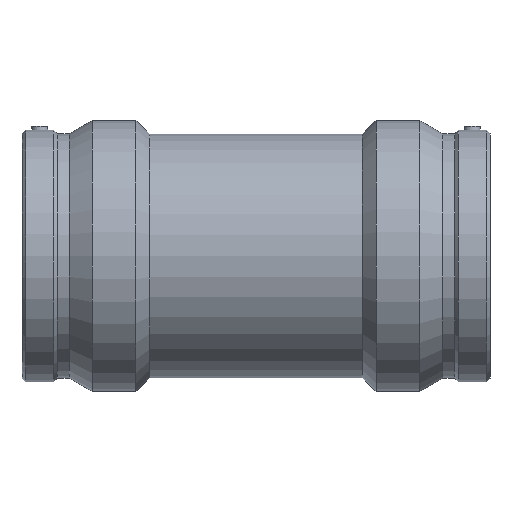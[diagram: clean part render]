
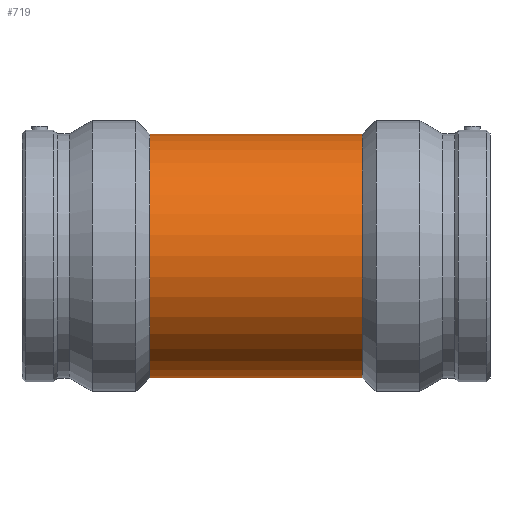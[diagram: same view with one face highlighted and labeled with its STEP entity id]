
A CAD part, top view. The second image highlights one B-rep face of the part: STEP entity #719.
In plain terms, the highlighted cylindrical face has radius 117.45 mm (diameter 234.9 mm), a full revolution.
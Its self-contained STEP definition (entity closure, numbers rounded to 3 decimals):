
#79=FACE_BOUND('',#331,.T.);
#80=FACE_BOUND('',#332,.T.);
#147=CIRCLE('',#807,117.45);
#148=CIRCLE('',#808,117.45);
#199=CYLINDRICAL_SURFACE('',#806,117.45);
#235=FACE_OUTER_BOUND('',#330,.T.);
#330=EDGE_LOOP('',(#616));
#331=EDGE_LOOP('',(#617));
#332=EDGE_LOOP('',(#618));
#416=B_SPLINE_CURVE_WITH_KNOTS('',3,(#1449,#1450,#1451,#1452,#1453,#1454,
#1455,#1456,#1457,#1458,#1459,#1460,#1461,#1462,#1463,#1464,#1465,#1466,
#1467,#1468,#1469,#1470,#1471,#1472,#1473,#1474,#1475,#1476,#1477,#1478,
#1479,#1480,#1481,#1482,#1483,#1484,#1485,#1486,#1487,#1488,#1489,#1490,
#1491,#1492,#1493,#1494,#1495,#1496,#1497,#1498,#1499,#1500,#1501,#1502,
#1503,#1504,#1505,#1506,#1507,#1508,#1509,#1510,#1511,#1512,#1513,#1514),
 .UNSPECIFIED.,.T.,.F.,(4,2,2,2,2,2,2,2,2,2,2,2,2,2,2,2,2,2,2,2,2,2,2,2,
2,2,2,2,2,2,2,2,4),(0.,0.956,1.912,2.867,
3.823,4.778,5.732,6.686,7.641,
8.595,9.55,10.504,11.459,12.415,
13.37,14.326,15.282,16.238,17.193,
18.149,19.105,20.059,21.014,21.968,
22.923,23.877,24.832,25.786,26.741,
27.697,28.652,29.608,30.564),
 .UNSPECIFIED.);
#439=VERTEX_POINT('',#1448);
#448=VERTEX_POINT('',#1541);
#449=VERTEX_POINT('',#1543);
#509=EDGE_CURVE('',#439,#439,#416,.T.);
#518=EDGE_CURVE('',#448,#448,#147,.T.);
#519=EDGE_CURVE('',#449,#449,#148,.T.);
#616=ORIENTED_EDGE('',*,*,#518,.F.);
#617=ORIENTED_EDGE('',*,*,#519,.T.);
#618=ORIENTED_EDGE('',*,*,#509,.T.);
#719=ADVANCED_FACE('',(#235,#79,#80),#199,.T.);
#806=AXIS2_PLACEMENT_3D('',#1540,#977,#978);
#807=AXIS2_PLACEMENT_3D('',#1542,#979,#980);
#808=AXIS2_PLACEMENT_3D('',#1544,#981,#982);
#977=DIRECTION('center_axis',(1.,0.,0.));
#978=DIRECTION('ref_axis',(0.,1.,0.));
#979=DIRECTION('center_axis',(1.,0.,0.));
#980=DIRECTION('ref_axis',(0.,0.,-1.));
#981=DIRECTION('center_axis',(1.,0.,0.));
#982=DIRECTION('ref_axis',(0.,0.,-1.));
#1448=CARTESIAN_POINT('',(0.,50.,-106.276));
#1449=CARTESIAN_POINT('Ctrl Pts',(0.,50.,-106.276));
#1450=CARTESIAN_POINT('Ctrl Pts',(-3.186,50.,-106.276));
#1451=CARTESIAN_POINT('Ctrl Pts',(-6.465,49.691,-106.423));
#1452=CARTESIAN_POINT('Ctrl Pts',(-12.959,48.405,-107.014));
#1453=CARTESIAN_POINT('Ctrl Pts',(-16.174,47.429,-107.457));
#1454=CARTESIAN_POINT('Ctrl Pts',(-22.319,44.866,-108.552));
#1455=CARTESIAN_POINT('Ctrl Pts',(-25.254,43.277,-109.203));
#1456=CARTESIAN_POINT('Ctrl Pts',(-30.673,39.622,-110.582));
#1457=CARTESIAN_POINT('Ctrl Pts',(-33.157,37.554,-111.308));
#1458=CARTESIAN_POINT('Ctrl Pts',(-37.551,33.16,-112.695));
#1459=CARTESIAN_POINT('Ctrl Pts',(-39.618,30.677,-113.407));
#1460=CARTESIAN_POINT('Ctrl Pts',(-43.275,25.257,-114.736));
#1461=CARTESIAN_POINT('Ctrl Pts',(-44.865,22.32,-115.352));
#1462=CARTESIAN_POINT('Ctrl Pts',(-47.43,16.172,-116.373));
#1463=CARTESIAN_POINT('Ctrl Pts',(-48.406,12.954,-116.779));
#1464=CARTESIAN_POINT('Ctrl Pts',(-49.691,6.459,-117.318));
#1465=CARTESIAN_POINT('Ctrl Pts',(-50.,3.182,-117.45));
#1466=CARTESIAN_POINT('Ctrl Pts',(-50.,-3.182,-117.45));
#1467=CARTESIAN_POINT('Ctrl Pts',(-49.691,-6.459,-117.318));
#1468=CARTESIAN_POINT('Ctrl Pts',(-48.406,-12.954,-116.779));
#1469=CARTESIAN_POINT('Ctrl Pts',(-47.43,-16.172,-116.373));
#1470=CARTESIAN_POINT('Ctrl Pts',(-44.865,-22.32,-115.352));
#1471=CARTESIAN_POINT('Ctrl Pts',(-43.275,-25.257,-114.736));
#1472=CARTESIAN_POINT('Ctrl Pts',(-39.618,-30.677,-113.407));
#1473=CARTESIAN_POINT('Ctrl Pts',(-37.551,-33.16,-112.695));
#1474=CARTESIAN_POINT('Ctrl Pts',(-33.157,-37.554,-111.308));
#1475=CARTESIAN_POINT('Ctrl Pts',(-30.673,-39.622,-110.582));
#1476=CARTESIAN_POINT('Ctrl Pts',(-25.254,-43.277,-109.203));
#1477=CARTESIAN_POINT('Ctrl Pts',(-22.319,-44.866,-108.552));
#1478=CARTESIAN_POINT('Ctrl Pts',(-16.174,-47.429,-107.457));
#1479=CARTESIAN_POINT('Ctrl Pts',(-12.959,-48.405,-107.014));
#1480=CARTESIAN_POINT('Ctrl Pts',(-6.465,-49.691,-106.423));
#1481=CARTESIAN_POINT('Ctrl Pts',(-3.186,-50.,-106.276));
#1482=CARTESIAN_POINT('Ctrl Pts',(3.186,-50.,-106.276));
#1483=CARTESIAN_POINT('Ctrl Pts',(6.465,-49.691,-106.423));
#1484=CARTESIAN_POINT('Ctrl Pts',(12.959,-48.405,-107.014));
#1485=CARTESIAN_POINT('Ctrl Pts',(16.174,-47.429,-107.457));
#1486=CARTESIAN_POINT('Ctrl Pts',(22.319,-44.866,-108.552));
#1487=CARTESIAN_POINT('Ctrl Pts',(25.254,-43.277,-109.203));
#1488=CARTESIAN_POINT('Ctrl Pts',(30.673,-39.622,-110.582));
#1489=CARTESIAN_POINT('Ctrl Pts',(33.157,-37.554,-111.308));
#1490=CARTESIAN_POINT('Ctrl Pts',(37.551,-33.16,-112.695));
#1491=CARTESIAN_POINT('Ctrl Pts',(39.618,-30.677,-113.407));
#1492=CARTESIAN_POINT('Ctrl Pts',(43.275,-25.257,-114.736));
#1493=CARTESIAN_POINT('Ctrl Pts',(44.865,-22.32,-115.352));
#1494=CARTESIAN_POINT('Ctrl Pts',(47.43,-16.172,-116.373));
#1495=CARTESIAN_POINT('Ctrl Pts',(48.406,-12.954,-116.779));
#1496=CARTESIAN_POINT('Ctrl Pts',(49.691,-6.459,-117.318));
#1497=CARTESIAN_POINT('Ctrl Pts',(50.,-3.182,-117.45));
#1498=CARTESIAN_POINT('Ctrl Pts',(50.,3.182,-117.45));
#1499=CARTESIAN_POINT('Ctrl Pts',(49.691,6.459,-117.318));
#1500=CARTESIAN_POINT('Ctrl Pts',(48.406,12.954,-116.779));
#1501=CARTESIAN_POINT('Ctrl Pts',(47.43,16.172,-116.373));
#1502=CARTESIAN_POINT('Ctrl Pts',(44.865,22.32,-115.352));
#1503=CARTESIAN_POINT('Ctrl Pts',(43.275,25.257,-114.736));
#1504=CARTESIAN_POINT('Ctrl Pts',(39.618,30.677,-113.407));
#1505=CARTESIAN_POINT('Ctrl Pts',(37.551,33.16,-112.695));
#1506=CARTESIAN_POINT('Ctrl Pts',(33.157,37.554,-111.308));
#1507=CARTESIAN_POINT('Ctrl Pts',(30.673,39.622,-110.582));
#1508=CARTESIAN_POINT('Ctrl Pts',(25.254,43.277,-109.203));
#1509=CARTESIAN_POINT('Ctrl Pts',(22.319,44.866,-108.552));
#1510=CARTESIAN_POINT('Ctrl Pts',(16.174,47.429,-107.457));
#1511=CARTESIAN_POINT('Ctrl Pts',(12.959,48.405,-107.014));
#1512=CARTESIAN_POINT('Ctrl Pts',(6.465,49.691,-106.423));
#1513=CARTESIAN_POINT('Ctrl Pts',(3.186,50.,-106.276));
#1514=CARTESIAN_POINT('Ctrl Pts',(0.,50.,-106.276));
#1540=CARTESIAN_POINT('Origin',(0.,0.,0.));
#1541=CARTESIAN_POINT('',(102.603,117.45,0.));
#1542=CARTESIAN_POINT('Origin',(102.603,0.,0.));
#1543=CARTESIAN_POINT('',(-102.603,117.45,0.));
#1544=CARTESIAN_POINT('Origin',(-102.603,0.,0.));
